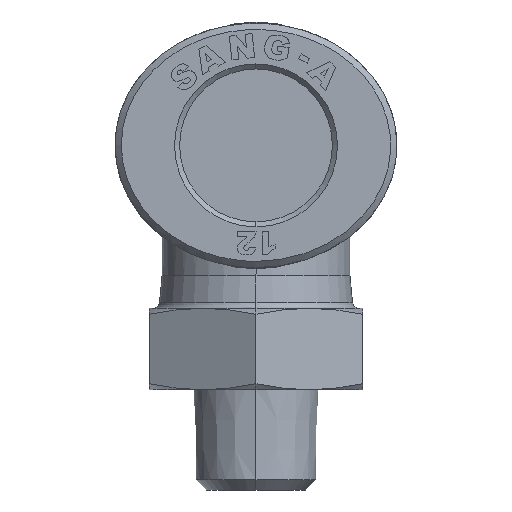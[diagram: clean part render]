
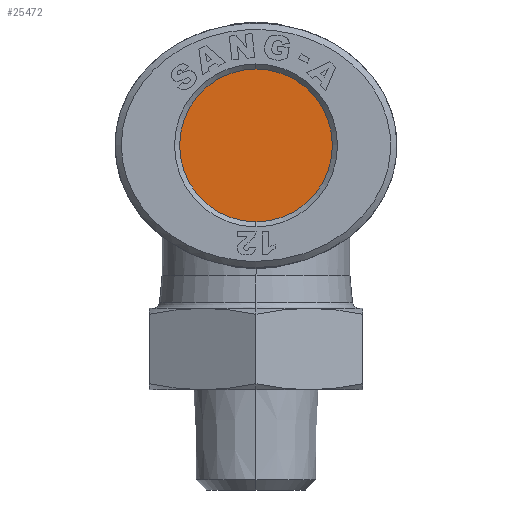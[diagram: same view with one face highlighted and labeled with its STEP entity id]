
A CAD part, left-side view. The second image highlights one B-rep face of the part: STEP entity #25472.
In plain terms, the highlighted planar face has unit normal (-1, 0, 0).
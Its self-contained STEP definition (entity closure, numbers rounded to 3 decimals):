
#756=CARTESIAN_POINT('',(-22.728,0.,6.1));
#757=VERTEX_POINT('',#756);
#766=CARTESIAN_POINT('',(-22.728,0.,-6.1));
#767=VERTEX_POINT('',#766);
#768=CARTESIAN_POINT('',(-22.728,0.,0.));
#769=DIRECTION('',(1.0,0.0,0.0));
#770=DIRECTION('',(0.0,0.0,1.0));
#771=AXIS2_PLACEMENT_3D('',#768,#769,#770);
#772=CIRCLE('',#771,6.1);
#773=EDGE_CURVE('',#757,#767,#772,.T.);
#25453=CARTESIAN_POINT('',(-22.728,0.,0.));
#25454=DIRECTION('',(1.0,0.0,0.0));
#25455=DIRECTION('',(0.0,0.0,1.0));
#25456=AXIS2_PLACEMENT_3D('',#25453,#25454,#25455);
#25457=CIRCLE('',#25456,6.1);
#25458=EDGE_CURVE('',#767,#757,#25457,.T.);
#25463=CARTESIAN_POINT('',(-22.728,0.,0.));
#25464=DIRECTION('',(1.0,0.0,0.0));
#25465=DIRECTION('',(0.0,0.0,1.0));
#25466=AXIS2_PLACEMENT_3D('',#25463,#25464,#25465);
#25467=PLANE('',#25466);
#25468=ORIENTED_EDGE('',*,*,#773,.F.);
#25469=ORIENTED_EDGE('',*,*,#25458,.F.);
#25470=EDGE_LOOP('',(#25468,#25469));
#25471=FACE_OUTER_BOUND('',#25470,.T.);
#25472=ADVANCED_FACE('',(#25471),#25467,.F.);
